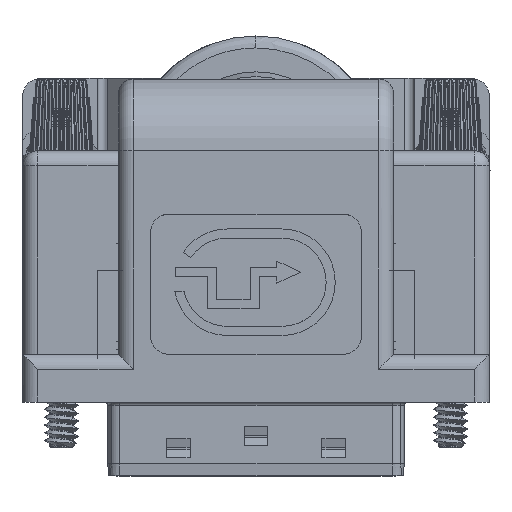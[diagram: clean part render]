
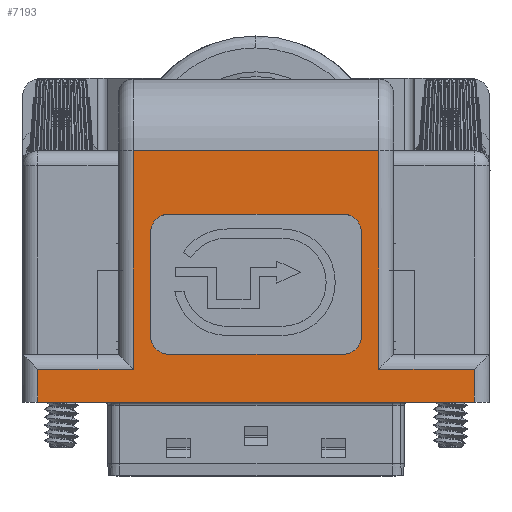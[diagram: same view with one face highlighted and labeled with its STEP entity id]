
A CAD part, top view. The second image highlights one B-rep face of the part: STEP entity #7193.
In plain terms, the highlighted face is planar.
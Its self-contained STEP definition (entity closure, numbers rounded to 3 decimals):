
#1355 = VERTEX_POINT ( 'NONE', #28718 ) ;
#6990 = VERTEX_POINT ( 'NONE', #39178 ) ;
#7064 = VERTEX_POINT ( 'NONE', #39397 ) ;
#7070 = ORIENTED_EDGE ( 'NONE', *, *, #7073, .T. ) ;
#7073 = EDGE_CURVE ( 'NONE', #7196, #7064, #39384, .T. ) ;
#7109 = VERTEX_POINT ( 'NONE', #39555 ) ;
#7140 = ORIENTED_EDGE ( 'NONE', *, *, #7142, .T. ) ;
#7142 = EDGE_CURVE ( 'NONE', #7064, #7277, #39539, .T. ) ;
#7144 = EDGE_CURVE ( 'NONE', #7279, #7154, #39524, .T. ) ;
#7145 = ORIENTED_EDGE ( 'NONE', *, *, #7210, .T. ) ;
#7152 = EDGE_CURVE ( 'NONE', #7277, #7177, #39586, .T. ) ;
#7154 = VERTEX_POINT ( 'NONE', #39600 ) ;
#7158 = ORIENTED_EDGE ( 'NONE', *, *, #7152, .T. ) ;
#7160 = EDGE_CURVE ( 'NONE', #7177, #7170, #39575, .T. ) ;
#7161 = EDGE_CURVE ( 'NONE', #7154, #7109, #39692, .T. ) ;
#7166 = ORIENTED_EDGE ( 'NONE', *, *, #7160, .T. ) ;
#7167 = EDGE_CURVE ( 'NONE', #7170, #7279, #39685, .T. ) ;
#7170 = VERTEX_POINT ( 'NONE', #39686 ) ;
#7173 = ORIENTED_EDGE ( 'NONE', *, *, #7190, .T. ) ;
#7177 = VERTEX_POINT ( 'NONE', #39673 ) ;
#7180 = EDGE_LOOP ( 'NONE', ( #7173, #7070, #7140, #7158, #7166, #7185, #7246, #7257 ) ) ;
#7185 = ORIENTED_EDGE ( 'NONE', *, *, #7167, .T. ) ;
#7190 = EDGE_CURVE ( 'NONE', #7109, #7196, #39649, .T. ) ;
#7193 = ADVANCED_FACE ( 'NONE', ( #39694, #39641 ), #39650, .F. ) ;
#7196 = VERTEX_POINT ( 'NONE', #39745 ) ;
#7200 = ORIENTED_EDGE ( 'NONE', *, *, #7269, .T. ) ;
#7203 = EDGE_CURVE ( 'NONE', #7275, #7250, #39733, .T. ) ;
#7206 = EDGE_CURVE ( 'NONE', #7216, #1355, #39715, .T. ) ;
#7209 = ORIENTED_EDGE ( 'NONE', *, *, #7203, .T. ) ;
#7210 = EDGE_CURVE ( 'NONE', #7250, #7273, #39743, .T. ) ;
#7216 = VERTEX_POINT ( 'NONE', #39703 ) ;
#7220 = EDGE_CURVE ( 'NONE', #7273, #7216, #39802, .T. ) ;
#7224 = ORIENTED_EDGE ( 'NONE', *, *, #7220, .T. ) ;
#7242 = ORIENTED_EDGE ( 'NONE', *, *, #7311, .T. ) ;
#7243 = VERTEX_POINT ( 'NONE', #39729 ) ;
#7246 = ORIENTED_EDGE ( 'NONE', *, *, #7144, .T. ) ;
#7248 = EDGE_CURVE ( 'NONE', #7243, #6990, #39792, .T. ) ;
#7250 = VERTEX_POINT ( 'NONE', #39779 ) ;
#7257 = ORIENTED_EDGE ( 'NONE', *, *, #7161, .T. ) ;
#7260 = EDGE_LOOP ( 'NONE', ( #7265, #7200, #7209, #7145, #7224, #7267, #7242, #7331 ) ) ;
#7265 = ORIENTED_EDGE ( 'NONE', *, *, #7248, .T. ) ;
#7267 = ORIENTED_EDGE ( 'NONE', *, *, #7206, .T. ) ;
#7269 = EDGE_CURVE ( 'NONE', #6990, #7275, #39828, .T. ) ;
#7273 = VERTEX_POINT ( 'NONE', #39805 ) ;
#7275 = VERTEX_POINT ( 'NONE', #39820 ) ;
#7277 = VERTEX_POINT ( 'NONE', #39814 ) ;
#7279 = VERTEX_POINT ( 'NONE', #39813 ) ;
#7311 = EDGE_CURVE ( 'NONE', #1355, #7322, #39905, .T. ) ;
#7322 = VERTEX_POINT ( 'NONE', #39901 ) ;
#7331 = ORIENTED_EDGE ( 'NONE', *, *, #7336, .T. ) ;
#7336 = EDGE_CURVE ( 'NONE', #7322, #7243, #39946, .T. ) ;
#28718 = CARTESIAN_POINT ( 'NONE',  ( 18.25, -7.8, 0. ) ) ;
#39178 = CARTESIAN_POINT ( 'NONE',  ( 10.25, -7.8, 21. ) ) ;
#39383 = CARTESIAN_POINT ( 'NONE',  ( -8.8, -7.8, 14.2 ) ) ;
#39384 = LINE ( 'NONE', #39383, #39389 ) ;
#39388 = DIRECTION ( 'NONE',  ( 0., 0., 1. ) ) ;
#39389 = VECTOR ( 'NONE', #39388, 1000. ) ;
#39397 = CARTESIAN_POINT ( 'NONE',  ( -8.8, -7.8, 14.2 ) ) ;
#39520 = CARTESIAN_POINT ( 'NONE',  ( 7.3, -7.8, 5.5 ) ) ;
#39524 = CIRCLE ( 'NONE', #39535, 1.5 ) ;
#39535 = AXIS2_PLACEMENT_3D ( 'NONE', #39520, #39595, #39594 ) ;
#39539 = CIRCLE ( 'NONE', #39605, 1.5 ) ;
#39555 = CARTESIAN_POINT ( 'NONE',  ( -7.3, -7.8, 4. ) ) ;
#39567 = DIRECTION ( 'NONE',  ( 1., 0., 0. ) ) ;
#39569 = VECTOR ( 'NONE', #39567, 1000. ) ;
#39574 = CARTESIAN_POINT ( 'NONE',  ( 7.3, -7.8, 14.2 ) ) ;
#39575 = CIRCLE ( 'NONE', #39639, 1.5 ) ;
#39585 = CARTESIAN_POINT ( 'NONE',  ( -7.3, -7.8, 15.7 ) ) ;
#39586 = LINE ( 'NONE', #39585, #39569 ) ;
#39594 = DIRECTION ( 'NONE',  ( 1., 0., 0. ) ) ;
#39595 = DIRECTION ( 'NONE',  ( 0., 1., 0. ) ) ;
#39600 = CARTESIAN_POINT ( 'NONE',  ( 7.3, -7.8, 4. ) ) ;
#39601 = DIRECTION ( 'NONE',  ( 1., 0., 0. ) ) ;
#39602 = DIRECTION ( 'NONE',  ( 0., 1., 0. ) ) ;
#39604 = CARTESIAN_POINT ( 'NONE',  ( -7.3, -7.8, 14.2 ) ) ;
#39605 = AXIS2_PLACEMENT_3D ( 'NONE', #39604, #39602, #39601 ) ;
#39637 = VECTOR ( 'NONE', #39687, 1000. ) ;
#39638 = CARTESIAN_POINT ( 'NONE',  ( -7.3, -7.8, 4. ) ) ;
#39639 = AXIS2_PLACEMENT_3D ( 'NONE', #39574, #39691, #39690 ) ;
#39641 = FACE_OUTER_BOUND ( 'NONE', #7260, .T. ) ;
#39649 = CIRCLE ( 'NONE', #39756, 1.5 ) ;
#39650 = PLANE ( 'NONE',  #39754 ) ;
#39658 = CARTESIAN_POINT ( 'NONE',  ( -7.3, -7.8, 5.5 ) ) ;
#39673 = CARTESIAN_POINT ( 'NONE',  ( 7.3, -7.8, 15.7 ) ) ;
#39680 = DIRECTION ( 'NONE',  ( 0., 0., -1. ) ) ;
#39681 = VECTOR ( 'NONE', #39680, 1000. ) ;
#39683 = CARTESIAN_POINT ( 'NONE',  ( 8.8, -7.8, 14.2 ) ) ;
#39685 = LINE ( 'NONE', #39683, #39681 ) ;
#39686 = CARTESIAN_POINT ( 'NONE',  ( 8.8, -7.8, 14.2 ) ) ;
#39687 = DIRECTION ( 'NONE',  ( -1., 0., 0. ) ) ;
#39690 = DIRECTION ( 'NONE',  ( -1., 0., 0. ) ) ;
#39691 = DIRECTION ( 'NONE',  ( 0., 1., 0. ) ) ;
#39692 = LINE ( 'NONE', #39638, #39637 ) ;
#39694 = FACE_BOUND ( 'NONE', #7180, .T. ) ;
#39700 = DIRECTION ( 'NONE',  ( -1., 0., 0. ) ) ;
#39701 = DIRECTION ( 'NONE',  ( 0., 0., 1. ) ) ;
#39702 = CARTESIAN_POINT ( 'NONE',  ( 10.25, -7.8, 27. ) ) ;
#39703 = CARTESIAN_POINT ( 'NONE',  ( -18.25, -7.8, 0. ) ) ;
#39708 = CARTESIAN_POINT ( 'NONE',  ( 19.5, -7.8, 2.75 ) ) ;
#39711 = DIRECTION ( 'NONE',  ( 1., 0., 0. ) ) ;
#39712 = VECTOR ( 'NONE', #39711, 1000. ) ;
#39713 = CARTESIAN_POINT ( 'NONE',  ( 19.5, -7.8, 0. ) ) ;
#39715 = LINE ( 'NONE', #39713, #39712 ) ;
#39717 = DIRECTION ( 'NONE',  ( 0., 0., -1. ) ) ;
#39718 = VECTOR ( 'NONE', #39717, 1000. ) ;
#39729 = CARTESIAN_POINT ( 'NONE',  ( 10.25, -7.8, 2.75 ) ) ;
#39731 = CARTESIAN_POINT ( 'NONE',  ( -10.25, -7.8, 27. ) ) ;
#39733 = LINE ( 'NONE', #39731, #39718 ) ;
#39735 = VECTOR ( 'NONE', #39700, 1000. ) ;
#39737 = DIRECTION ( 'NONE',  ( -1., 0., 0. ) ) ;
#39739 = DIRECTION ( 'NONE',  ( 0., 1., 0. ) ) ;
#39741 = CARTESIAN_POINT ( 'NONE',  ( 19.5, -7.8, 27. ) ) ;
#39743 = LINE ( 'NONE', #39708, #39735 ) ;
#39745 = CARTESIAN_POINT ( 'NONE',  ( -8.8, -7.8, 5.5 ) ) ;
#39748 = DIRECTION ( 'NONE',  ( 1., 0., 0. ) ) ;
#39750 = DIRECTION ( 'NONE',  ( 0., 1., 0. ) ) ;
#39754 = AXIS2_PLACEMENT_3D ( 'NONE', #39741, #39739, #39737 ) ;
#39756 = AXIS2_PLACEMENT_3D ( 'NONE', #39658, #39750, #39748 ) ;
#39779 = CARTESIAN_POINT ( 'NONE',  ( -10.25, -7.8, 2.75 ) ) ;
#39785 = VECTOR ( 'NONE', #39701, 1000. ) ;
#39789 = DIRECTION ( 'NONE',  ( 0., 0., -1. ) ) ;
#39790 = VECTOR ( 'NONE', #39789, 1000. ) ;
#39792 = LINE ( 'NONE', #39702, #39785 ) ;
#39801 = CARTESIAN_POINT ( 'NONE',  ( -18.25, -7.8, 27. ) ) ;
#39802 = LINE ( 'NONE', #39801, #39790 ) ;
#39805 = CARTESIAN_POINT ( 'NONE',  ( -18.25, -7.8, 2.75 ) ) ;
#39813 = CARTESIAN_POINT ( 'NONE',  ( 8.8, -7.8, 5.5 ) ) ;
#39814 = CARTESIAN_POINT ( 'NONE',  ( -7.3, -7.8, 15.7 ) ) ;
#39815 = VECTOR ( 'NONE', #39884, 1000. ) ;
#39820 = CARTESIAN_POINT ( 'NONE',  ( -10.25, -7.8, 21. ) ) ;
#39828 = LINE ( 'NONE', #39885, #39815 ) ;
#39884 = DIRECTION ( 'NONE',  ( -1., 0., 0. ) ) ;
#39885 = CARTESIAN_POINT ( 'NONE',  ( 19.5, -7.8, 21. ) ) ;
#39889 = DIRECTION ( 'NONE',  ( 0., 0., 1. ) ) ;
#39890 = VECTOR ( 'NONE', #39889, 1000. ) ;
#39891 = CARTESIAN_POINT ( 'NONE',  ( 18.25, -7.8, 27. ) ) ;
#39901 = CARTESIAN_POINT ( 'NONE',  ( 18.25, -7.8, 2.75 ) ) ;
#39905 = LINE ( 'NONE', #39891, #39890 ) ;
#39942 = DIRECTION ( 'NONE',  ( -1., 0., 0. ) ) ;
#39943 = VECTOR ( 'NONE', #39942, 1000. ) ;
#39945 = CARTESIAN_POINT ( 'NONE',  ( 19.5, -7.8, 2.75 ) ) ;
#39946 = LINE ( 'NONE', #39945, #39943 ) ;
